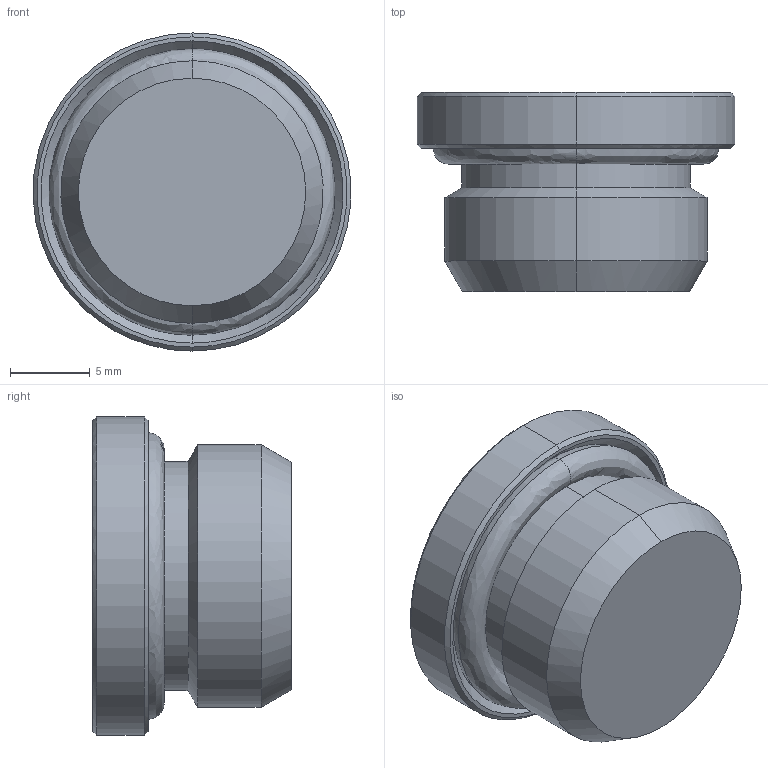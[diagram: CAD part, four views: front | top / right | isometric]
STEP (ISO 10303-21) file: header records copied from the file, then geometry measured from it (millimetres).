
FILE_DESCRIPTION (( 'STEP AP214' ), '1' );
FILE_NAME ('DRF.STOP03_JV.STEP', '2018-09-05T07:17:39', ( '' ), ( '' ), 'SwSTEP 2.0', 'SolidWorks 2018', '' );
FILE_SCHEMA (( 'AUTOMOTIVE_DESIGN' ));
Length unit declared in the file: millimetre
Products named in the file (1): DRF.STOP03_JV
Bounding box: 19.97 x 12.5 x 20 mm (x, y, z)
Volume: 2384.6 mm3; surface area: 1905.5 mm2
Topology: 2 solids, 2 shells, 52 faces, 122 edges, 73 vertices
Faces by surface type: bspline 52
Entity records: 2209 total; most frequent: CARTESIAN_POINT 1461, ORIENTED_EDGE 240, EDGE_CURVE 120, B_SPLINE_CURVE_WITH_KNOTS 77, VERTEX_POINT 73, EDGE_LOOP 55, FACE_OUTER_BOUND 52, ADVANCED_FACE 52
